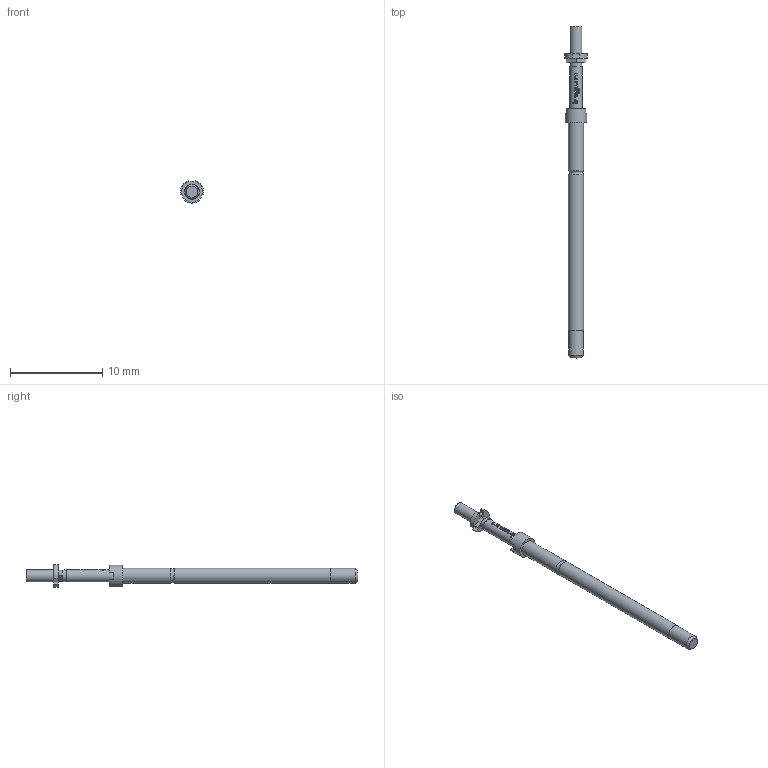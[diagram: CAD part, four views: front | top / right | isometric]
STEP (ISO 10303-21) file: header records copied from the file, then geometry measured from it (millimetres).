
FILE_DESCRIPTION (( 'STEP AP203' ), '1' );
FILE_NAME ('INGUN_T-912_302_130_250_X_xx02_M_0.STEP', '2018-07-04T08:51:18', ( '' ), ( '' ), 'SwSTEP 2.0', 'SolidWorks 2018', '' );
FILE_SCHEMA (( 'CONFIG_CONTROL_DESIGN' ));
Length unit declared in the file: millimetre
Products named in the file (2): INGUN_T-912_302_130_250_X_xx02_M_0
Bounding box: 2.49 x 36 x 2.45 mm (x, y, z)
Volume: 73.1 mm3; surface area: 200.1 mm2
Topology: 1 solids, 1 shells, 116 faces, 306 edges, 202 vertices
Faces by surface type: plane 73, bspline 22, cylinder 17, cone 4
Full cylindrical faces by diameter (mm): 1.3 x1, 1.32 x1, 1.6 x1, 1.65 x2, 2.3 x1
Entity records: 3907 total; most frequent: CARTESIAN_POINT 1111, ORIENTED_EDGE 584, DIRECTION 470, EDGE_CURVE 292, VERTEX_POINT 198, AXIS2_PLACEMENT_3D 168, EDGE_LOOP 136, VECTOR 134
